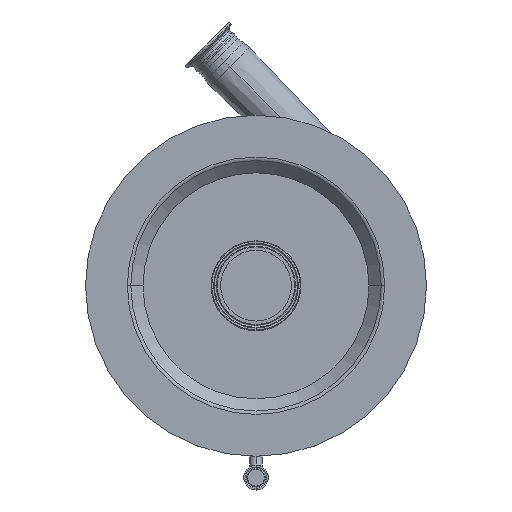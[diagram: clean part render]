
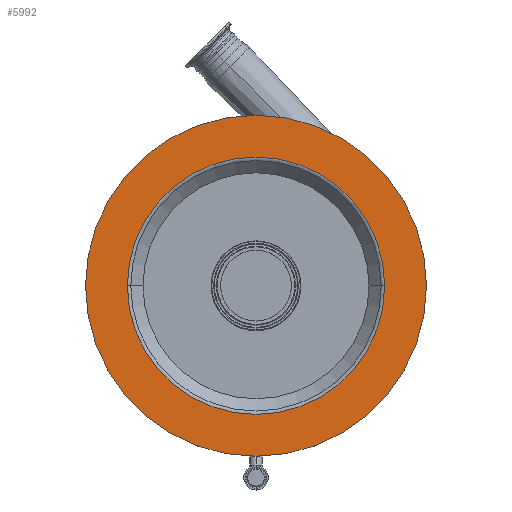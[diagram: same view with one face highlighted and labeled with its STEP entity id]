
A CAD part, top view. The second image highlights one B-rep face of the part: STEP entity #5992.
In plain terms, the highlighted planar face has unit normal (0, 0, 1).
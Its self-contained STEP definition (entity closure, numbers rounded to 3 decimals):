
#793 = DIRECTION ( 'NONE',  ( -1., 0., 0. ) ) ;
#1562 = AXIS2_PLACEMENT_3D ( 'NONE', #16404, #19167, #3508 ) ;
#2125 = ORIENTED_EDGE ( 'NONE', *, *, #5856, .F. ) ;
#3247 = ORIENTED_EDGE ( 'NONE', *, *, #13434, .F. ) ;
#3508 = DIRECTION ( 'NONE',  ( -1., 0., 0. ) ) ;
#3564 = ORIENTED_EDGE ( 'NONE', *, *, #15810, .T. ) ;
#3956 = CARTESIAN_POINT ( 'NONE',  ( 132.071, 0., 67. ) ) ;
#4006 = PLANE ( 'NONE',  #5691 ) ;
#4362 = CIRCLE ( 'NONE', #11297, 175. ) ;
#4363 = VERTEX_POINT ( 'NONE', #12710 ) ;
#4752 = CARTESIAN_POINT ( 'NONE',  ( 175., 0., 67. ) ) ;
#5691 = AXIS2_PLACEMENT_3D ( 'NONE', #10527, #5976, #793 ) ;
#5856 = EDGE_CURVE ( 'NONE', #4363, #14634, #4362, .T. ) ;
#5976 = DIRECTION ( 'NONE',  ( 0., 0., -1. ) ) ;
#5992 = ADVANCED_FACE ( 'NONE', ( #8992, #19669 ), #4006, .F. ) ;
#6567 = CIRCLE ( 'NONE', #1562, 132.071 ) ;
#8140 = AXIS2_PLACEMENT_3D ( 'NONE', #15609, #12208, #16967 ) ;
#8465 = EDGE_LOOP ( 'NONE', ( #2125, #3247 ) ) ;
#8992 = FACE_BOUND ( 'NONE', #12289, .T. ) ;
#10527 = CARTESIAN_POINT ( 'NONE',  ( 0., 175., 67. ) ) ;
#10776 = DIRECTION ( 'NONE',  ( 0., 0., -1. ) ) ;
#11083 = CIRCLE ( 'NONE', #12057, 132.071 ) ;
#11129 = VERTEX_POINT ( 'NONE', #16483 ) ;
#11297 = AXIS2_PLACEMENT_3D ( 'NONE', #15894, #18873, #14152 ) ;
#12057 = AXIS2_PLACEMENT_3D ( 'NONE', #18689, #10776, #17068 ) ;
#12208 = DIRECTION ( 'NONE',  ( 0., 0., -1. ) ) ;
#12289 = EDGE_LOOP ( 'NONE', ( #14222, #3564 ) ) ;
#12710 = CARTESIAN_POINT ( 'NONE',  ( -175., 0., 67. ) ) ;
#13301 = EDGE_CURVE ( 'NONE', #11129, #19328, #11083, .T. ) ;
#13434 = EDGE_CURVE ( 'NONE', #14634, #4363, #17017, .T. ) ;
#14152 = DIRECTION ( 'NONE',  ( -1., 0., 0. ) ) ;
#14222 = ORIENTED_EDGE ( 'NONE', *, *, #13301, .T. ) ;
#14634 = VERTEX_POINT ( 'NONE', #4752 ) ;
#15609 = CARTESIAN_POINT ( 'NONE',  ( 0., 0., 67. ) ) ;
#15810 = EDGE_CURVE ( 'NONE', #19328, #11129, #6567, .T. ) ;
#15894 = CARTESIAN_POINT ( 'NONE',  ( 0., 0., 67. ) ) ;
#16404 = CARTESIAN_POINT ( 'NONE',  ( 0., 0., 67. ) ) ;
#16483 = CARTESIAN_POINT ( 'NONE',  ( -132.071, 0., 67. ) ) ;
#16967 = DIRECTION ( 'NONE',  ( -1., 0., 0. ) ) ;
#17017 = CIRCLE ( 'NONE', #8140, 175. ) ;
#17068 = DIRECTION ( 'NONE',  ( -1., 0., 0. ) ) ;
#18689 = CARTESIAN_POINT ( 'NONE',  ( 0., 0., 67. ) ) ;
#18873 = DIRECTION ( 'NONE',  ( 0., 0., -1. ) ) ;
#19167 = DIRECTION ( 'NONE',  ( 0., 0., -1. ) ) ;
#19328 = VERTEX_POINT ( 'NONE', #3956 ) ;
#19669 = FACE_OUTER_BOUND ( 'NONE', #8465, .T. ) ;
